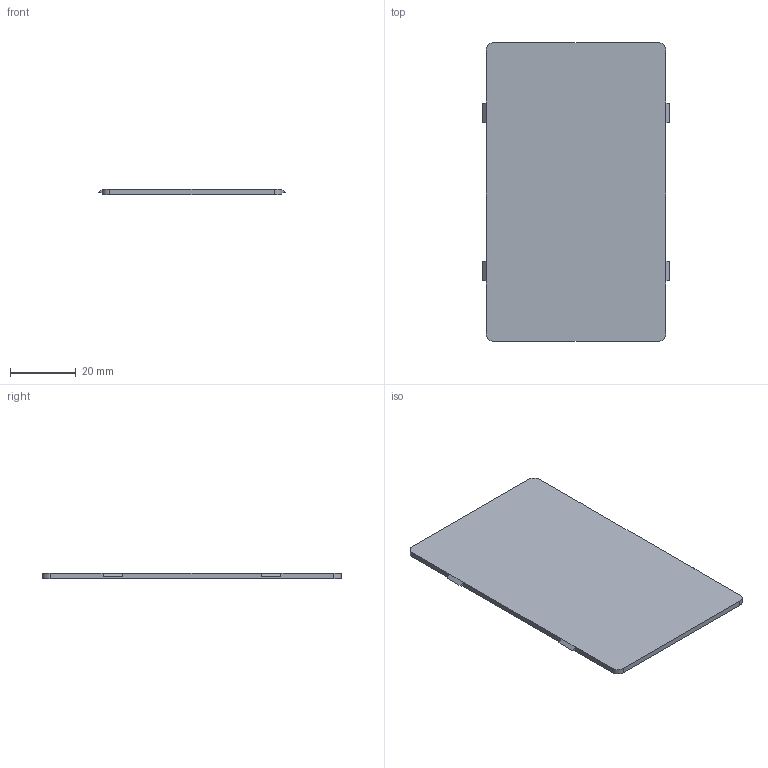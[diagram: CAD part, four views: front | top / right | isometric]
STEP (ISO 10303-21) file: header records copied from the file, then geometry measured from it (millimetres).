
FILE_DESCRIPTION(('FreeCAD Model'),'2;1');
FILE_NAME('Open CASCADE Shape Model','2025-11-11T16:17:41',('FreeCAD'),( 'FreeCAD'),'Open CASCADE STEP processor 7.8','FreeCAD','Unknown');
FILE_SCHEMA(('AUTOMOTIVE_DESIGN { 1 0 10303 214 1 1 1 1 }'));
Length unit declared in the file: millimetre
Products named in the file (1): Open CASCADE STEP translator 7.8 3
Bounding box: 56.6 x 90.6 x 1.6 mm (x, y, z)
Volume: 7919.6 mm3; surface area: 10380.4 mm2
Topology: 1 solids, 1 shells, 26 faces, 64 edges, 40 vertices
Faces by surface type: plane 22, cylinder 4
Entity records: 762 total; most frequent: CARTESIAN_POINT 131, ORIENTED_EDGE 128, DIRECTION 126, EDGE_CURVE 64, LINE 56, VECTOR 56, VERTEX_POINT 40, AXIS2_PLACEMENT_3D 35
